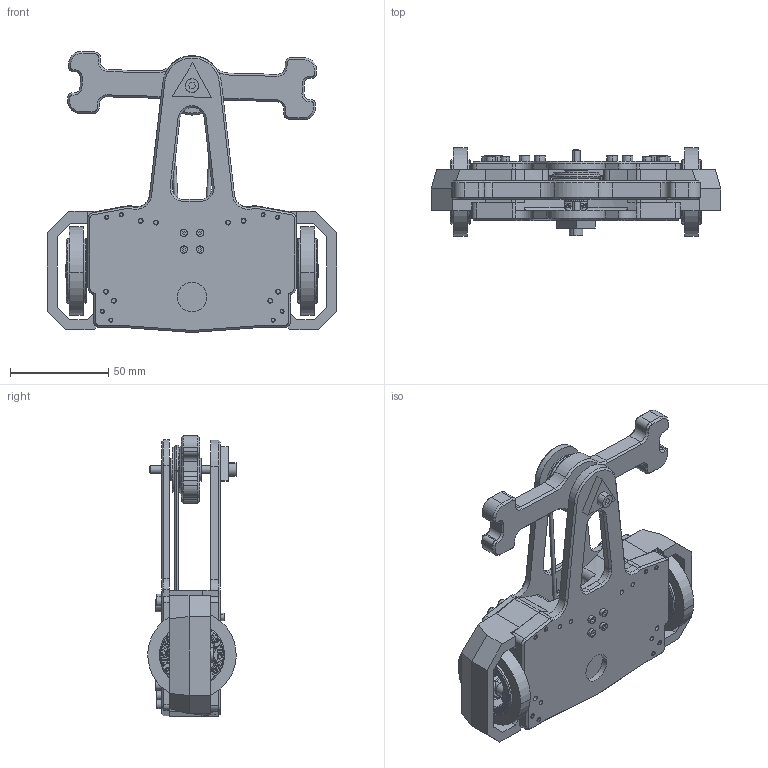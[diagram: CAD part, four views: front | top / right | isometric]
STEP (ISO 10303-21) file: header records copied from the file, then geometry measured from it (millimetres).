
FILE_DESCRIPTION((''),'2;1');
FILE_NAME('0002_ASM','2024-03-27T15:02:28',('77678'),(''),'CREO PARAMETRIC BY PTC INC, 2020053','CREO PARAMETRIC BY PTC INC, 2020053','');
FILE_SCHEMA(('AP242_MANAGED_MODEL_BASED_3D_ENGINEERING_MIM_LF { 1 0 10303 442 1 1 4 }'));
Products named in the file (27): GBT701-2000-1268700001; 00; 0004; BM01EU-M2-L6; 000; 11_0001; 7_0001; GBT701-2000-79800001; MFL104ZZ_0001; 2S450MAH75C00; 1_0001; BM01EU-M2-L8; GBT701-2000-997350001; 0009; GBT701-2000-994990001; _SLMND_SLMND-M4__S0001; 5_0001; ________300__________20231226__; ________300__________45MM202312; ________EM40D_________20231226_; ______0001; __2____0001; _0001_ASM; 0002_ASM
Assembly tree (56 placements, depth 3):
  0002_ASM
    GBT701-2000-1268700001  x8
    00
    0004
    BM01EU-M2-L6  x2
    000
    11_0001
    00
    7_0001
    GBT701-2000-79800001  x8
    000
    00
    MFL104ZZ_0001  x2
    2S450MAH75C00
    1_0001
    BM01EU-M2-L8  x8
    GBT701-2000-997350001  x4
    0009
    GBT701-2000-994990001
    _SLMND_SLMND-M4__S0001  x2
    5_0001
    _0001_ASM
      ________300__________20231226__  x2
      ________300__________45MM202312  x2
      ________EM40D_________20231226_
      ______0001
      __2____0001  x2
Bounding box: 147.19 x 44.98 x 142.89 mm (x, y, z)
Volume: 218660 mm3; surface area: 126855.7 mm2
Topology: 53 solids, 64 shells, 5083 faces, 13179 edges, 8486 vertices
Faces by surface type: plane 2852, cylinder 995, cone 481, extrusion 424, torus 225, bspline 102, sphere 4
Entity records: 122729 total; most frequent: CARTESIAN_POINT 44002, ORIENTED_EDGE 16276, DIRECTION 15297, EDGE_CURVE 8138, VECTOR 5405, VERTEX_POINT 5268, LINE 5193, AXIS2_PLACEMENT_3D 4946
